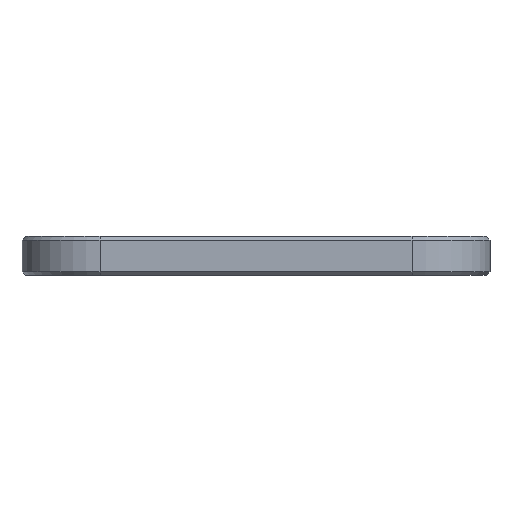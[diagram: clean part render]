
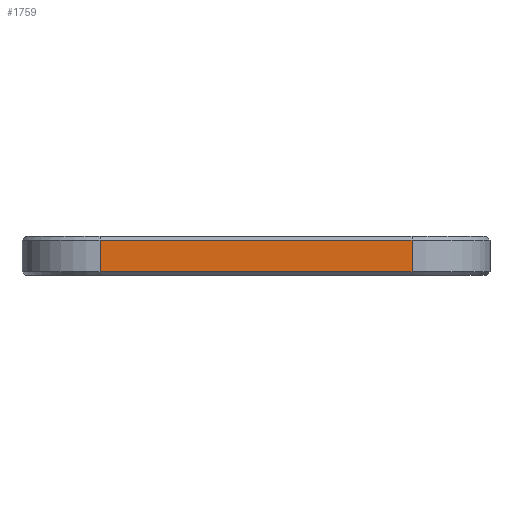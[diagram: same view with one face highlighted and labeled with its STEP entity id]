
A CAD part, front view. The second image highlights one B-rep face of the part: STEP entity #1759.
In plain terms, the highlighted planar face has unit normal (0, -1, 0).
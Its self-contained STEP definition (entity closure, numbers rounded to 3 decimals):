
#158 = PLANE('',#159);
#159 = AXIS2_PLACEMENT_3D('',#160,#161,#162);
#160 = CARTESIAN_POINT('',(0.,-6.1,0.15));
#161 = DIRECTION('',(0.,-0.707,-0.707));
#162 = DIRECTION('',(-1.,-0.,-0.));
#724 = VERTEX_POINT('',#725);
#725 = CARTESIAN_POINT('',(25.,-6.25,0.3));
#761 = CYLINDRICAL_SURFACE('',#762,6.25);
#762 = AXIS2_PLACEMENT_3D('',#763,#764,#765);
#763 = CARTESIAN_POINT('',(25.,0.,0.));
#764 = DIRECTION('',(-0.,-0.,-1.));
#765 = DIRECTION('',(1.,0.,0.));
#833 = VERTEX_POINT('',#834);
#834 = CARTESIAN_POINT('',(0.,-6.25,0.3));
#855 = EDGE_CURVE('',#833,#724,#856,.T.);
#856 = SURFACE_CURVE('',#857,(#861,#868),.PCURVE_S1.);
#857 = LINE('',#858,#859);
#858 = CARTESIAN_POINT('',(0.,-6.25,0.3));
#859 = VECTOR('',#860,1.);
#860 = DIRECTION('',(1.,0.,0.));
#861 = PCURVE('',#158,#862);
#862 = DEFINITIONAL_REPRESENTATION('',(#863),#867);
#863 = LINE('',#864,#865);
#864 = CARTESIAN_POINT('',(-0.,-0.212));
#865 = VECTOR('',#866,1.);
#866 = DIRECTION('',(-1.,0.));
#867 = ( GEOMETRIC_REPRESENTATION_CONTEXT(2) 
PARAMETRIC_REPRESENTATION_CONTEXT() REPRESENTATION_CONTEXT('2D SPACE',''
  ) );
#868 = PCURVE('',#869,#874);
#869 = PLANE('',#870);
#870 = AXIS2_PLACEMENT_3D('',#871,#872,#873);
#871 = CARTESIAN_POINT('',(0.,-6.25,0.));
#872 = DIRECTION('',(0.,1.,0.));
#873 = DIRECTION('',(1.,0.,0.));
#874 = DEFINITIONAL_REPRESENTATION('',(#875),#879);
#875 = LINE('',#876,#877);
#876 = CARTESIAN_POINT('',(0.,-0.3));
#877 = VECTOR('',#878,1.);
#878 = DIRECTION('',(1.,0.));
#879 = ( GEOMETRIC_REPRESENTATION_CONTEXT(2) 
PARAMETRIC_REPRESENTATION_CONTEXT() REPRESENTATION_CONTEXT('2D SPACE',''
  ) );
#902 = CYLINDRICAL_SURFACE('',#903,6.25);
#903 = AXIS2_PLACEMENT_3D('',#904,#905,#906);
#904 = CARTESIAN_POINT('',(0.,0.,0.));
#905 = DIRECTION('',(-0.,-0.,-1.));
#906 = DIRECTION('',(1.,0.,0.));
#1654 = EDGE_CURVE('',#724,#1655,#1657,.T.);
#1655 = VERTEX_POINT('',#1656);
#1656 = CARTESIAN_POINT('',(25.,-6.25,2.825));
#1657 = SURFACE_CURVE('',#1658,(#1662,#1669),.PCURVE_S1.);
#1658 = LINE('',#1659,#1660);
#1659 = CARTESIAN_POINT('',(25.,-6.25,0.));
#1660 = VECTOR('',#1661,1.);
#1661 = DIRECTION('',(0.,0.,1.));
#1662 = PCURVE('',#761,#1663);
#1663 = DEFINITIONAL_REPRESENTATION('',(#1664),#1668);
#1664 = LINE('',#1665,#1666);
#1665 = CARTESIAN_POINT('',(-4.712,0.));
#1666 = VECTOR('',#1667,1.);
#1667 = DIRECTION('',(-0.,-1.));
#1668 = ( GEOMETRIC_REPRESENTATION_CONTEXT(2) 
PARAMETRIC_REPRESENTATION_CONTEXT() REPRESENTATION_CONTEXT('2D SPACE',''
  ) );
#1669 = PCURVE('',#869,#1670);
#1670 = DEFINITIONAL_REPRESENTATION('',(#1671),#1675);
#1671 = LINE('',#1672,#1673);
#1672 = CARTESIAN_POINT('',(25.,0.));
#1673 = VECTOR('',#1674,1.);
#1674 = DIRECTION('',(0.,-1.));
#1675 = ( GEOMETRIC_REPRESENTATION_CONTEXT(2) 
PARAMETRIC_REPRESENTATION_CONTEXT() REPRESENTATION_CONTEXT('2D SPACE',''
  ) );
#1759 = ADVANCED_FACE('',(#1760),#869,.F.);
#1760 = FACE_BOUND('',#1761,.F.);
#1761 = EDGE_LOOP('',(#1762,#1785,#1811,#1812));
#1762 = ORIENTED_EDGE('',*,*,#1763,.T.);
#1763 = EDGE_CURVE('',#833,#1764,#1766,.T.);
#1764 = VERTEX_POINT('',#1765);
#1765 = CARTESIAN_POINT('',(0.,-6.25,2.825));
#1766 = SURFACE_CURVE('',#1767,(#1771,#1778),.PCURVE_S1.);
#1767 = LINE('',#1768,#1769);
#1768 = CARTESIAN_POINT('',(0.,-6.25,0.));
#1769 = VECTOR('',#1770,1.);
#1770 = DIRECTION('',(0.,0.,1.));
#1771 = PCURVE('',#869,#1772);
#1772 = DEFINITIONAL_REPRESENTATION('',(#1773),#1777);
#1773 = LINE('',#1774,#1775);
#1774 = CARTESIAN_POINT('',(0.,0.));
#1775 = VECTOR('',#1776,1.);
#1776 = DIRECTION('',(0.,-1.));
#1777 = ( GEOMETRIC_REPRESENTATION_CONTEXT(2) 
PARAMETRIC_REPRESENTATION_CONTEXT() REPRESENTATION_CONTEXT('2D SPACE',''
  ) );
#1778 = PCURVE('',#902,#1779);
#1779 = DEFINITIONAL_REPRESENTATION('',(#1780),#1784);
#1780 = LINE('',#1781,#1782);
#1781 = CARTESIAN_POINT('',(-4.712,0.));
#1782 = VECTOR('',#1783,1.);
#1783 = DIRECTION('',(-0.,-1.));
#1784 = ( GEOMETRIC_REPRESENTATION_CONTEXT(2) 
PARAMETRIC_REPRESENTATION_CONTEXT() REPRESENTATION_CONTEXT('2D SPACE',''
  ) );
#1785 = ORIENTED_EDGE('',*,*,#1786,.T.);
#1786 = EDGE_CURVE('',#1764,#1655,#1787,.T.);
#1787 = SURFACE_CURVE('',#1788,(#1792,#1799),.PCURVE_S1.);
#1788 = LINE('',#1789,#1790);
#1789 = CARTESIAN_POINT('',(0.,-6.25,2.825));
#1790 = VECTOR('',#1791,1.);
#1791 = DIRECTION('',(1.,0.,0.));
#1792 = PCURVE('',#869,#1793);
#1793 = DEFINITIONAL_REPRESENTATION('',(#1794),#1798);
#1794 = LINE('',#1795,#1796);
#1795 = CARTESIAN_POINT('',(0.,-2.825));
#1796 = VECTOR('',#1797,1.);
#1797 = DIRECTION('',(1.,0.));
#1798 = ( GEOMETRIC_REPRESENTATION_CONTEXT(2) 
PARAMETRIC_REPRESENTATION_CONTEXT() REPRESENTATION_CONTEXT('2D SPACE',''
  ) );
#1799 = PCURVE('',#1800,#1805);
#1800 = PLANE('',#1801);
#1801 = AXIS2_PLACEMENT_3D('',#1802,#1803,#1804);
#1802 = CARTESIAN_POINT('',(0.,-6.1,2.975));
#1803 = DIRECTION('',(0.,0.707,-0.707));
#1804 = DIRECTION('',(-1.,-0.,-0.));
#1805 = DEFINITIONAL_REPRESENTATION('',(#1806),#1810);
#1806 = LINE('',#1807,#1808);
#1807 = CARTESIAN_POINT('',(-0.,-0.212));
#1808 = VECTOR('',#1809,1.);
#1809 = DIRECTION('',(-1.,0.));
#1810 = ( GEOMETRIC_REPRESENTATION_CONTEXT(2) 
PARAMETRIC_REPRESENTATION_CONTEXT() REPRESENTATION_CONTEXT('2D SPACE',''
  ) );
#1811 = ORIENTED_EDGE('',*,*,#1654,.F.);
#1812 = ORIENTED_EDGE('',*,*,#855,.F.);
